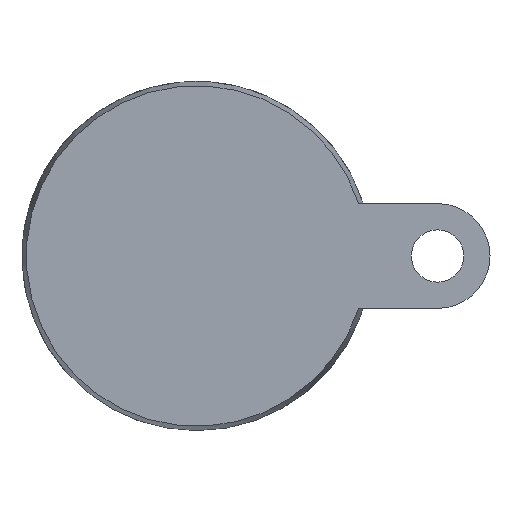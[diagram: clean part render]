
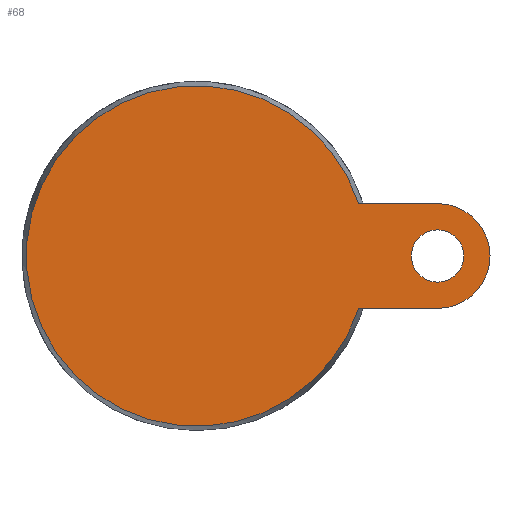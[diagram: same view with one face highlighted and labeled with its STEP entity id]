
A CAD part, front view. The second image highlights one B-rep face of the part: STEP entity #68.
In plain terms, the highlighted planar face has unit normal (0, -1, 0).
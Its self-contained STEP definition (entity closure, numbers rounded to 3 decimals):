
#68 = ADVANCED_FACE( '', ( #173, #174 ), #175, .F. );
#173 = FACE_BOUND( '', #330, .T. );
#174 = FACE_OUTER_BOUND( '', #331, .T. );
#175 = PLANE( '', #332 );
#330 = EDGE_LOOP( '', ( #515 ) );
#331 = EDGE_LOOP( '', ( #516, #517, #518, #519 ) );
#332 = AXIS2_PLACEMENT_3D( '', #520, #521, #522 );
#515 = ORIENTED_EDGE( '', *, *, #848, .T. );
#516 = ORIENTED_EDGE( '', *, *, #849, .F. );
#517 = ORIENTED_EDGE( '', *, *, #850, .T. );
#518 = ORIENTED_EDGE( '', *, *, #851, .F. );
#519 = ORIENTED_EDGE( '', *, *, #852, .F. );
#520 = CARTESIAN_POINT( '', ( 48.75, 0., 0. ) );
#521 = DIRECTION( '', ( 0., 1., 0. ) );
#522 = DIRECTION( '', ( 0., 0., 1. ) );
#848 = EDGE_CURVE( '', #972, #972, #973, .T. );
#849 = EDGE_CURVE( '', #974, #975, #976, .T. );
#850 = EDGE_CURVE( '', #974, #977, #978, .T. );
#851 = EDGE_CURVE( '', #979, #977, #980, .T. );
#852 = EDGE_CURVE( '', #975, #979, #981, .T. );
#972 = VERTEX_POINT( '', #1150 );
#973 = CIRCLE( '', #1151, 7.5 );
#974 = VERTEX_POINT( '', #1152 );
#975 = VERTEX_POINT( '', #1153 );
#976 = LINE( '', #1154, #1155 );
#977 = VERTEX_POINT( '', #1156 );
#978 = CIRCLE( '', #1157, 48.75 );
#979 = VERTEX_POINT( '', #1158 );
#980 = LINE( '', #1159, #1160 );
#981 = CIRCLE( '', #1161, 15. );
#1150 = CARTESIAN_POINT( '', ( 76.5, 0., 0. ) );
#1151 = AXIS2_PLACEMENT_3D( '', #1497, #1498, #1499 );
#1152 = CARTESIAN_POINT( '', ( 46.385, 0., 15. ) );
#1153 = CARTESIAN_POINT( '', ( 69., 0., 15. ) );
#1154 = CARTESIAN_POINT( '', ( 0., 0., 15. ) );
#1155 = VECTOR( '', #1500, 1000. );
#1156 = CARTESIAN_POINT( '', ( 46.385, 0., -15. ) );
#1157 = AXIS2_PLACEMENT_3D( '', #1501, #1502, #1503 );
#1158 = CARTESIAN_POINT( '', ( 69., 0., -15. ) );
#1159 = CARTESIAN_POINT( '', ( 69., 0., -15. ) );
#1160 = VECTOR( '', #1504, 1000. );
#1161 = AXIS2_PLACEMENT_3D( '', #1505, #1506, #1507 );
#1497 = CARTESIAN_POINT( '', ( 69., 0., 0. ) );
#1498 = DIRECTION( '', ( 0., 1., 0. ) );
#1499 = DIRECTION( '', ( 1., 0., 0. ) );
#1500 = DIRECTION( '', ( 1., 0., 0. ) );
#1501 = CARTESIAN_POINT( '', ( 0., 0., 0. ) );
#1502 = DIRECTION( '', ( 0., -1., 0. ) );
#1503 = DIRECTION( '', ( 0., 0., -1. ) );
#1504 = DIRECTION( '', ( -1., 0., 0. ) );
#1505 = CARTESIAN_POINT( '', ( 69., 0., 0. ) );
#1506 = DIRECTION( '', ( 0., 1., 0. ) );
#1507 = DIRECTION( '', ( 1., 0., 0. ) );
